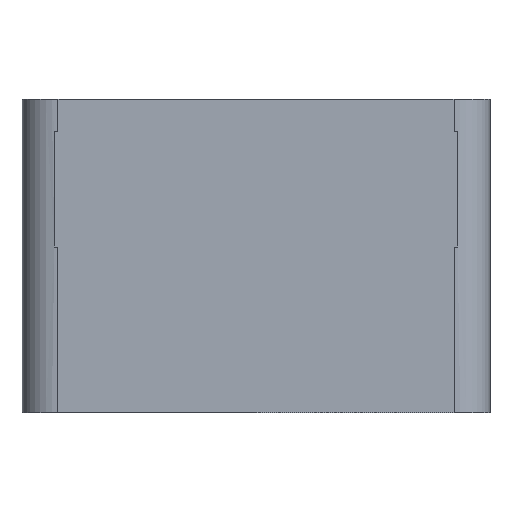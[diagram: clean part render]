
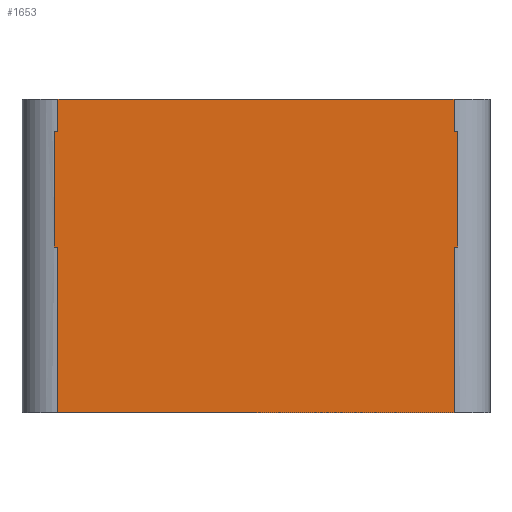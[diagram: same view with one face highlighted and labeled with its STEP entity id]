
A CAD part, left-side view. The second image highlights one B-rep face of the part: STEP entity #1653.
In plain terms, the highlighted planar face has unit normal (-1, 0, 0).
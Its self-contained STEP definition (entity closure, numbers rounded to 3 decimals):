
#111=FACE_OUTER_BOUND('',#222,.T.);
#222=EDGE_LOOP('',(#1334,#1335,#1336,#1337,#1338,#1339,#1340,#1341,#1342,
#1343,#1344,#1345,#1346,#1347));
#301=LINE('',#2448,#473);
#336=LINE('',#2542,#508);
#357=LINE('',#2599,#529);
#359=LINE('',#2604,#531);
#360=LINE('',#2606,#532);
#362=LINE('',#2611,#534);
#370=LINE('',#2634,#542);
#373=LINE('',#2640,#545);
#374=LINE('',#2644,#546);
#375=LINE('',#2646,#547);
#407=LINE('',#2727,#579);
#408=LINE('',#2728,#580);
#409=LINE('',#2729,#581);
#410=LINE('',#2730,#582);
#473=VECTOR('',#1952,10.);
#508=VECTOR('',#2021,10.);
#529=VECTOR('',#2076,10.);
#531=VECTOR('',#2082,10.);
#532=VECTOR('',#2085,10.);
#534=VECTOR('',#2091,10.);
#542=VECTOR('',#2111,10.);
#545=VECTOR('',#2116,10.);
#546=VECTOR('',#2121,10.);
#547=VECTOR('',#2124,10.);
#579=VECTOR('',#2200,10.);
#580=VECTOR('',#2201,10.);
#581=VECTOR('',#2202,10.);
#582=VECTOR('',#2203,10.);
#713=VERTEX_POINT('',#2433);
#720=VERTEX_POINT('',#2446);
#761=VERTEX_POINT('',#2539);
#762=VERTEX_POINT('',#2541);
#767=VERTEX_POINT('',#2553);
#770=VERTEX_POINT('',#2561);
#780=VERTEX_POINT('',#2596);
#781=VERTEX_POINT('',#2598);
#782=VERTEX_POINT('',#2602);
#783=VERTEX_POINT('',#2609);
#791=VERTEX_POINT('',#2630);
#792=VERTEX_POINT('',#2632);
#794=VERTEX_POINT('',#2638);
#795=VERTEX_POINT('',#2642);
#880=EDGE_CURVE('',#720,#713,#301,.T.);
#927=EDGE_CURVE('',#761,#762,#336,.T.);
#954=EDGE_CURVE('',#780,#781,#357,.T.);
#957=EDGE_CURVE('',#780,#782,#359,.T.);
#958=EDGE_CURVE('',#770,#762,#360,.T.);
#961=EDGE_CURVE('',#781,#783,#362,.T.);
#972=EDGE_CURVE('',#792,#791,#370,.T.);
#975=EDGE_CURVE('',#794,#792,#373,.T.);
#977=EDGE_CURVE('',#795,#794,#374,.T.);
#978=EDGE_CURVE('',#767,#761,#375,.T.);
#1019=EDGE_CURVE('',#770,#782,#407,.T.);
#1020=EDGE_CURVE('',#767,#791,#408,.T.);
#1021=EDGE_CURVE('',#795,#713,#409,.T.);
#1022=EDGE_CURVE('',#783,#720,#410,.T.);
#1334=ORIENTED_EDGE('',*,*,#1019,.F.);
#1335=ORIENTED_EDGE('',*,*,#958,.T.);
#1336=ORIENTED_EDGE('',*,*,#927,.F.);
#1337=ORIENTED_EDGE('',*,*,#978,.F.);
#1338=ORIENTED_EDGE('',*,*,#1020,.T.);
#1339=ORIENTED_EDGE('',*,*,#972,.F.);
#1340=ORIENTED_EDGE('',*,*,#975,.F.);
#1341=ORIENTED_EDGE('',*,*,#977,.F.);
#1342=ORIENTED_EDGE('',*,*,#1021,.T.);
#1343=ORIENTED_EDGE('',*,*,#880,.F.);
#1344=ORIENTED_EDGE('',*,*,#1022,.F.);
#1345=ORIENTED_EDGE('',*,*,#961,.F.);
#1346=ORIENTED_EDGE('',*,*,#954,.F.);
#1347=ORIENTED_EDGE('',*,*,#957,.T.);
#1577=PLANE('',#1814);
#1653=ADVANCED_FACE('',(#111),#1577,.T.);
#1814=AXIS2_PLACEMENT_3D('',#2726,#2198,#2199);
#1952=DIRECTION('',(0.,1.,0.));
#2021=DIRECTION('',(0.,-1.,0.));
#2076=DIRECTION('',(0.,0.,-1.));
#2082=DIRECTION('',(0.,1.,0.));
#2085=DIRECTION('',(0.,1.,0.));
#2091=DIRECTION('',(0.,1.,0.));
#2111=DIRECTION('',(0.,-1.,0.));
#2116=DIRECTION('',(0.,0.,1.));
#2121=DIRECTION('',(0.,1.,0.));
#2124=DIRECTION('',(0.,-1.,0.));
#2198=DIRECTION('center_axis',(-1.,0.,0.));
#2199=DIRECTION('ref_axis',(0.,-1.,0.));
#2200=DIRECTION('',(0.,0.,-1.));
#2201=DIRECTION('',(0.,0.,-1.));
#2202=DIRECTION('',(0.,0.,-1.));
#2203=DIRECTION('',(0.,0.,-1.));
#2433=CARTESIAN_POINT('',(-47.5,27.5,-5.));
#2446=CARTESIAN_POINT('',(-47.5,-27.5,-5.));
#2448=CARTESIAN_POINT('',(-47.5,16.25,-5.));
#2539=CARTESIAN_POINT('',(-47.5,16.2,38.5));
#2541=CARTESIAN_POINT('',(-47.5,-16.2,38.5));
#2542=CARTESIAN_POINT('',(-47.5,32.5,38.5));
#2553=CARTESIAN_POINT('',(-47.5,27.5,38.5));
#2561=CARTESIAN_POINT('',(-47.5,-27.5,38.5));
#2596=CARTESIAN_POINT('',(-47.5,-28.,34.));
#2598=CARTESIAN_POINT('',(-47.5,-28.,18.));
#2599=CARTESIAN_POINT('',(-47.5,-28.,34.));
#2602=CARTESIAN_POINT('',(-47.5,-27.5,34.));
#2604=CARTESIAN_POINT('',(-47.5,-25.,34.));
#2606=CARTESIAN_POINT('',(-47.5,-27.5,38.5));
#2609=CARTESIAN_POINT('',(-47.5,-27.5,18.));
#2611=CARTESIAN_POINT('',(-47.5,-27.5,18.));
#2630=CARTESIAN_POINT('',(-47.5,27.5,34.));
#2632=CARTESIAN_POINT('',(-47.5,28.,34.));
#2634=CARTESIAN_POINT('',(-47.5,28.,34.));
#2638=CARTESIAN_POINT('',(-47.5,28.,18.));
#2640=CARTESIAN_POINT('',(-47.5,28.,18.));
#2642=CARTESIAN_POINT('',(-47.5,27.5,18.));
#2644=CARTESIAN_POINT('',(-47.5,25.583,18.));
#2646=CARTESIAN_POINT('',(-47.5,27.5,38.5));
#2726=CARTESIAN_POINT('Origin',(-47.5,32.5,22.5));
#2727=CARTESIAN_POINT('',(-47.5,-27.5,-8.));
#2728=CARTESIAN_POINT('',(-47.5,27.5,-8.));
#2729=CARTESIAN_POINT('',(-47.5,27.5,-8.));
#2730=CARTESIAN_POINT('',(-47.5,-27.5,-8.));
